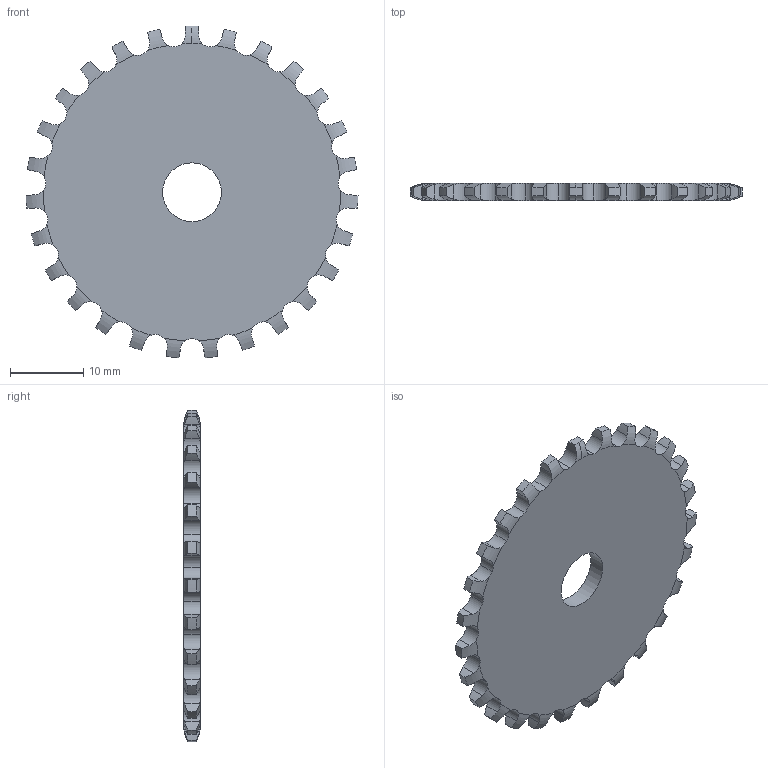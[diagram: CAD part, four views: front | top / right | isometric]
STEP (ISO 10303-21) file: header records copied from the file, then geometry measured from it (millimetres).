
FILE_DESCRIPTION(('FreeCAD Model'),'2;1');
FILE_NAME('Open CASCADE Shape Model','2021-12-27T16:27:04',('FreeCAD'),( 'FreeCAD'),'Open CASCADE STEP processor 7.4','FreeCAD','Unknown');
FILE_SCHEMA(('AUTOMOTIVE_DESIGN { 1 0 10303 214 1 1 1 1 }'));
Length unit declared in the file: millimetre
Products named in the file (1): Open CASCADE STEP translator 7.4 106
Bounding box: 45.19 x 2.3 x 45.13 mm (x, y, z)
Volume: 3061.4 mm3; surface area: 3204.6 mm2
Topology: 1 solids, 1 shells, 248 faces, 738 edges, 492 vertices
Faces by surface type: cylinder 136, plane 56, revolution 56
Full cylindrical faces by diameter (mm): 8 x1
Entity records: 25578 total; most frequent: CARTESIAN_POINT 11939, DIRECTION 2260, ORIENTED_EDGE 1476, PCURVE 1476, DEFINITIONAL_REPRESENTATION 1476, LINE 1176, VECTOR 1176, EDGE_CURVE 738
